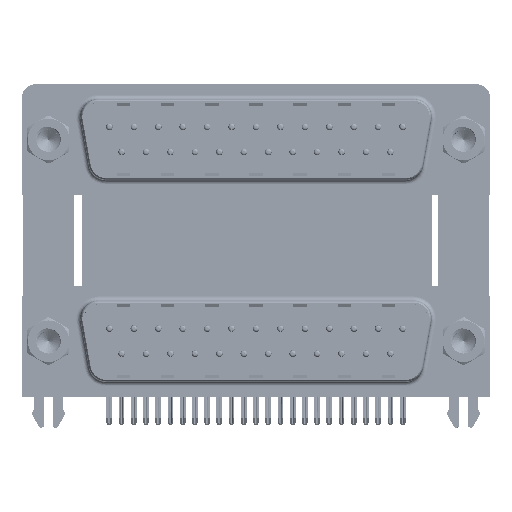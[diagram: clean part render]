
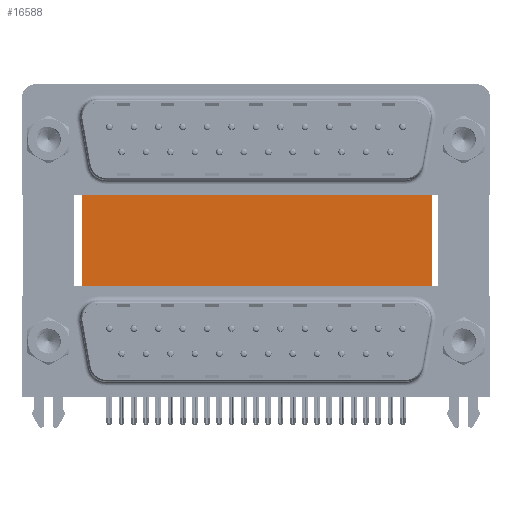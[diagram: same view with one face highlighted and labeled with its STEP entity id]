
A CAD part, top view. The second image highlights one B-rep face of the part: STEP entity #16588.
In plain terms, the highlighted planar face has unit normal (0, 0, 1).
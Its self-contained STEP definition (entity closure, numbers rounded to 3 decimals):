
#1351 = VERTEX_POINT ( 'NONE', #44025 ) ;
#3642 = ORIENTED_EDGE ( 'NONE', *, *, #8682, .T. ) ;
#3932 = PLANE ( 'NONE',  #41171 ) ;
#8309 = DIRECTION ( 'NONE',  ( 1., 0., 0. ) ) ;
#8682 = EDGE_CURVE ( 'NONE', #1351, #9629, #47057, .T. ) ;
#9629 = VERTEX_POINT ( 'NONE', #11602 ) ;
#11425 = DIRECTION ( 'NONE',  ( -1., 0., 0. ) ) ;
#11601 = EDGE_CURVE ( 'NONE', #41658, #1351, #44117, .T. ) ;
#11602 = CARTESIAN_POINT ( 'NONE',  ( 43.43, -3.735, -12. ) ) ;
#12391 = VECTOR ( 'NONE', #33038, 1000. ) ;
#12616 = ORIENTED_EDGE ( 'NONE', *, *, #23488, .F. ) ;
#14660 = VECTOR ( 'NONE', #36406, 1000. ) ;
#16588 = ADVANCED_FACE ( 'NONE', ( #29796 ), #3932, .F. ) ;
#18320 = CARTESIAN_POINT ( 'NONE',  ( 3.79, -3.735, -12. ) ) ;
#20359 = ORIENTED_EDGE ( 'NONE', *, *, #11601, .T. ) ;
#21370 = CARTESIAN_POINT ( 'NONE',  ( 43.43, 16.585, -12. ) ) ;
#22072 = DIRECTION ( 'NONE',  ( 0., 0., -1. ) ) ;
#22814 = LINE ( 'NONE', #39149, #42489 ) ;
#23075 = CARTESIAN_POINT ( 'NONE',  ( 3.79, 16.585, -12. ) ) ;
#23488 = EDGE_CURVE ( 'NONE', #41658, #43293, #22814, .T. ) ;
#29183 = EDGE_LOOP ( 'NONE', ( #3642, #45056, #12616, #20359 ) ) ;
#29308 = CARTESIAN_POINT ( 'NONE',  ( 3.79, 16.585, -12. ) ) ;
#29796 = FACE_OUTER_BOUND ( 'NONE', #29183, .T. ) ;
#31465 = VECTOR ( 'NONE', #43300, 1000. ) ;
#33038 = DIRECTION ( 'NONE',  ( 1., 0., 0. ) ) ;
#36406 = DIRECTION ( 'NONE',  ( 0., -1., 0. ) ) ;
#37000 = EDGE_CURVE ( 'NONE', #43293, #9629, #43053, .T. ) ;
#39149 = CARTESIAN_POINT ( 'NONE',  ( 3.79, 16.585, -12. ) ) ;
#41171 = AXIS2_PLACEMENT_3D ( 'NONE', #29308, #22072, #11425 ) ;
#41658 = VERTEX_POINT ( 'NONE', #23075 ) ;
#42489 = VECTOR ( 'NONE', #8309, 1000. ) ;
#43053 = LINE ( 'NONE', #43543, #31465 ) ;
#43293 = VERTEX_POINT ( 'NONE', #21370 ) ;
#43300 = DIRECTION ( 'NONE',  ( 0., -1., 0. ) ) ;
#43543 = CARTESIAN_POINT ( 'NONE',  ( 43.43, 16.585, -12. ) ) ;
#44025 = CARTESIAN_POINT ( 'NONE',  ( 3.79, -3.735, -12. ) ) ;
#44117 = LINE ( 'NONE', #47265, #14660 ) ;
#45056 = ORIENTED_EDGE ( 'NONE', *, *, #37000, .F. ) ;
#47057 = LINE ( 'NONE', #18320, #12391 ) ;
#47265 = CARTESIAN_POINT ( 'NONE',  ( 3.79, 16.585, -12. ) ) ;
